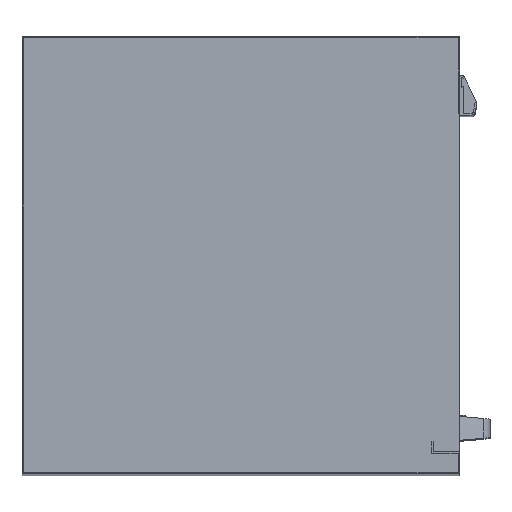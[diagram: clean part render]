
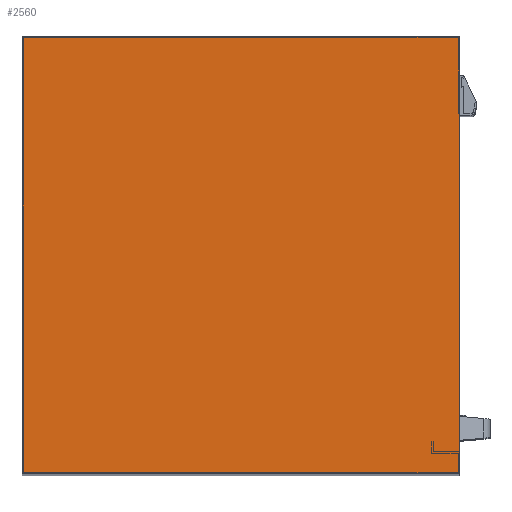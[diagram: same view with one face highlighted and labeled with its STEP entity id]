
A CAD part, top view. The second image highlights one B-rep face of the part: STEP entity #2560.
In plain terms, the highlighted planar face has unit normal (0, 0, 1).
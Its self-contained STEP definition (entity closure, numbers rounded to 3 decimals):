
#165=FACE_OUTER_BOUND('',#287,.T.);
#287=EDGE_LOOP('',(#1799,#1800,#1801,#1802));
#447=LINE('',#3795,#758);
#448=LINE('',#3797,#759);
#449=LINE('',#3799,#760);
#450=LINE('',#3800,#761);
#758=VECTOR('',#3022,10.);
#759=VECTOR('',#3023,10.);
#760=VECTOR('',#3024,10.);
#761=VECTOR('',#3025,10.);
#1062=VERTEX_POINT('',#3793);
#1063=VERTEX_POINT('',#3794);
#1064=VERTEX_POINT('',#3796);
#1065=VERTEX_POINT('',#3798);
#1375=EDGE_CURVE('',#1062,#1063,#447,.T.);
#1376=EDGE_CURVE('',#1064,#1062,#448,.T.);
#1377=EDGE_CURVE('',#1065,#1064,#449,.T.);
#1378=EDGE_CURVE('',#1063,#1065,#450,.T.);
#1799=ORIENTED_EDGE('',*,*,#1375,.F.);
#1800=ORIENTED_EDGE('',*,*,#1376,.F.);
#1801=ORIENTED_EDGE('',*,*,#1377,.F.);
#1802=ORIENTED_EDGE('',*,*,#1378,.F.);
#2357=PLANE('',#2753);
#2560=ADVANCED_FACE('',(#165),#2357,.T.);
#2753=AXIS2_PLACEMENT_3D('',#3792,#3020,#3021);
#3020=DIRECTION('center_axis',(0.,0.,1.));
#3021=DIRECTION('ref_axis',(1.,0.,0.));
#3022=DIRECTION('',(0.,1.,0.));
#3023=DIRECTION('',(-1.,0.,0.));
#3024=DIRECTION('',(0.,-1.,0.));
#3025=DIRECTION('',(1.,0.,0.));
#3792=CARTESIAN_POINT('Origin',(0.,250.,1198.5));
#3793=CARTESIAN_POINT('',(-250.,0.,1198.5));
#3794=CARTESIAN_POINT('',(-250.,500.,1198.5));
#3795=CARTESIAN_POINT('',(-250.,500.,1198.5));
#3796=CARTESIAN_POINT('',(250.,0.,1198.5));
#3797=CARTESIAN_POINT('',(-250.,0.,1198.5));
#3798=CARTESIAN_POINT('',(250.,500.,1198.5));
#3799=CARTESIAN_POINT('',(250.,0.,1198.5));
#3800=CARTESIAN_POINT('',(250.,500.,1198.5));
